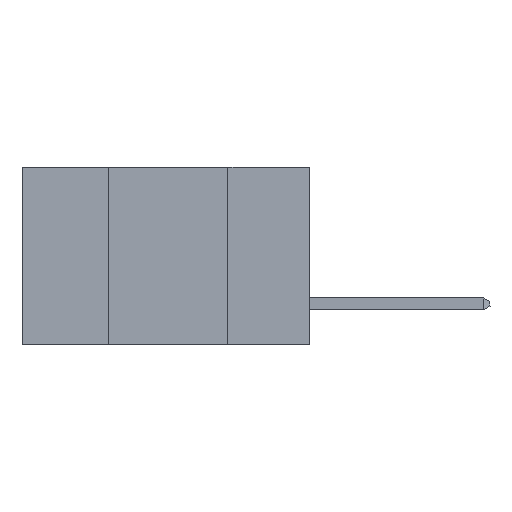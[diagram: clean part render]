
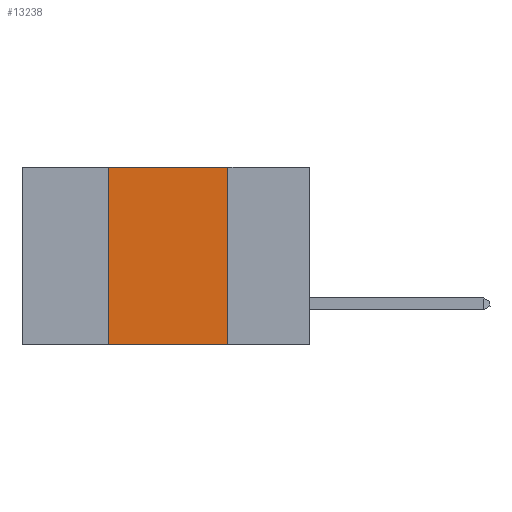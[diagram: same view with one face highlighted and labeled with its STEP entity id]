
A CAD part, left-side view. The second image highlights one B-rep face of the part: STEP entity #13238.
In plain terms, the highlighted planar face has unit normal (-1, 0, 0).
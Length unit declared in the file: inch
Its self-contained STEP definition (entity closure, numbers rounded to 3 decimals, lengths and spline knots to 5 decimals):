
#1691 = CARTESIAN_POINT ( 'NONE',  ( 0., 0.42, 0. ) ) ;
#2715 = CARTESIAN_POINT ( 'NONE',  ( 0., 0.17, 0. ) ) ;
#2741 = VERTEX_POINT ( 'NONE', #6053 ) ;
#3987 = VERTEX_POINT ( 'NONE', #12005 ) ;
#4091 = EDGE_CURVE ( 'NONE', #14165, #2741, #16954, .T. ) ;
#5234 = EDGE_CURVE ( 'NONE', #14165, #3987, #7588, .T. ) ;
#5646 = DIRECTION ( 'NONE',  ( 0., 0., 1. ) ) ;
#6053 = CARTESIAN_POINT ( 'NONE',  ( 0., 0.17, -0.37 ) ) ;
#6077 = EDGE_LOOP ( 'NONE', ( #21080, #19367, #7567, #19656 ) ) ;
#6863 = EDGE_CURVE ( 'NONE', #3987, #8071, #20008, .T. ) ;
#7567 = ORIENTED_EDGE ( 'NONE', *, *, #5234, .F. ) ;
#7588 = LINE ( 'NONE', #1691, #11462 ) ;
#8071 = VERTEX_POINT ( 'NONE', #19386 ) ;
#8262 = DIRECTION ( 'NONE',  ( 0., -1., 0. ) ) ;
#8705 = EDGE_CURVE ( 'NONE', #8071, #2741, #16361, .T. ) ;
#9377 = PLANE ( 'NONE',  #18215 ) ;
#9453 = CARTESIAN_POINT ( 'NONE',  ( 0., 0.6, 0. ) ) ;
#9514 = CARTESIAN_POINT ( 'NONE',  ( 0., 0.6, -0.37 ) ) ;
#11122 = DIRECTION ( 'NONE',  ( 0., 0., -1. ) ) ;
#11462 = VECTOR ( 'NONE', #5646, 39.37008 ) ;
#11657 = VECTOR ( 'NONE', #19014, 39.37008 ) ;
#12005 = CARTESIAN_POINT ( 'NONE',  ( 0., 0.42, 0. ) ) ;
#13238 = ADVANCED_FACE ( 'NONE', ( #20207 ), #9377, .F. ) ;
#14165 = VERTEX_POINT ( 'NONE', #21073 ) ;
#15947 = VECTOR ( 'NONE', #8262, 39.37008 ) ;
#15982 = VECTOR ( 'NONE', #19551, 39.37008 ) ;
#16286 = CARTESIAN_POINT ( 'NONE',  ( 0., 0.6, 0. ) ) ;
#16361 = LINE ( 'NONE', #2715, #11657 ) ;
#16954 = LINE ( 'NONE', #9514, #15982 ) ;
#18215 = AXIS2_PLACEMENT_3D ( 'NONE', #9453, #20453, #11122 ) ;
#19014 = DIRECTION ( 'NONE',  ( 0., 0., -1. ) ) ;
#19367 = ORIENTED_EDGE ( 'NONE', *, *, #6863, .F. ) ;
#19386 = CARTESIAN_POINT ( 'NONE',  ( 0., 0.17, 0. ) ) ;
#19551 = DIRECTION ( 'NONE',  ( 0., -1., 0. ) ) ;
#19656 = ORIENTED_EDGE ( 'NONE', *, *, #4091, .T. ) ;
#20008 = LINE ( 'NONE', #16286, #15947 ) ;
#20207 = FACE_OUTER_BOUND ( 'NONE', #6077, .T. ) ;
#20453 = DIRECTION ( 'NONE',  ( 1., 0., 0. ) ) ;
#21073 = CARTESIAN_POINT ( 'NONE',  ( 0., 0.42, -0.37 ) ) ;
#21080 = ORIENTED_EDGE ( 'NONE', *, *, #8705, .F. ) ;
